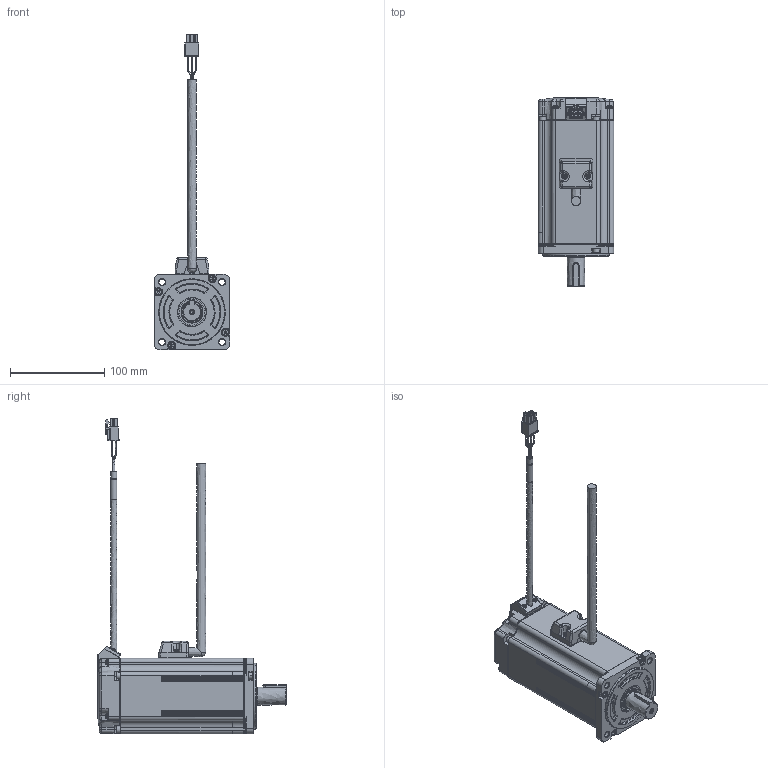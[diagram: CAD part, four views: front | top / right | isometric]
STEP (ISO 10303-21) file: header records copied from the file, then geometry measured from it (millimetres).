
FILE_DESCRIPTION( ('This file contains a STEP AP42 implementation' ,'as created by ZW3D STEP Interface translator.') ,'2;1' );
FILE_NAME( 'X2MA075A-B6LN俋倛芞.stp' ,'221110.132941', (''), ('ZWCAD Software Co.'), 'Version 1.0', 'ZW3D to STEP translator', '' );
FILE_SCHEMA(('AUTOMOTIVE_DESIGN'));
Length unit declared in the file: millimetre
Products named in the file (2): 0; X3MA075A-B2LN
Bounding box: 80 x 200 x 334.66 mm (x, y, z)
Volume: 985537.3 mm3; surface area: 85434.6 mm2
Topology: 1 solids, 1 shells, 1557 faces, 3961 edges, 2459 vertices
Faces by surface type: bspline 1557
Entity records: 50337 total; most frequent: CARTESIAN_POINT 26052, ORIENTED_EDGE 7862, EDGE_CURVE 3931, B_SPLINE_CURVE_WITH_KNOTS 2687, VERTEX_POINT 2459, EDGE_LOOP 1660, FACE_OUTER_BOUND 1557, ADVANCED_FACE 1557
